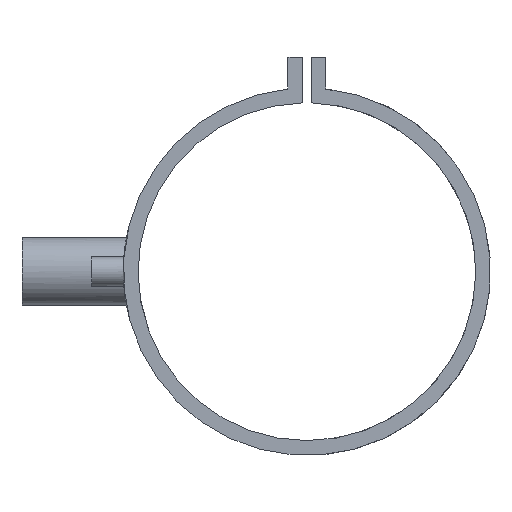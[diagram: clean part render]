
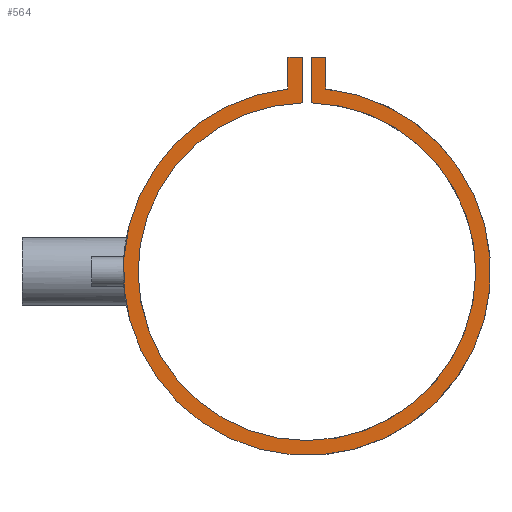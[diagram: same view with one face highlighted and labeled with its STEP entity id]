
A CAD part, left-side view. The second image highlights one B-rep face of the part: STEP entity #564.
In plain terms, the highlighted planar face has unit normal (-1, 0, 0).
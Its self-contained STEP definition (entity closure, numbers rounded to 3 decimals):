
#6 = DIRECTION ( 'NONE',  ( -1., 0., 0. ) ) ;
#14 = VECTOR ( 'NONE', #1251, 1000. ) ;
#19 = LINE ( 'NONE', #420, #1470 ) ;
#41 = VECTOR ( 'NONE', #437, 1000. ) ;
#92 = VERTEX_POINT ( 'NONE', #1407 ) ;
#115 = EDGE_CURVE ( 'NONE', #830, #1476, #19, .T. ) ;
#127 = AXIS2_PLACEMENT_3D ( 'NONE', #1485, #799, #1361 ) ;
#132 = ORIENTED_EDGE ( 'NONE', *, *, #1067, .F. ) ;
#179 = VERTEX_POINT ( 'NONE', #1705 ) ;
#273 = EDGE_CURVE ( 'NONE', #901, #1360, #569, .T. ) ;
#420 = CARTESIAN_POINT ( 'NONE',  ( -70., -2., 101.533 ) ) ;
#422 = CARTESIAN_POINT ( 'NONE',  ( -70., 9., 101.533 ) ) ;
#426 = CARTESIAN_POINT ( 'NONE',  ( -70., 0., 0. ) ) ;
#437 = DIRECTION ( 'NONE',  ( 0., 0., 1. ) ) ;
#542 = LINE ( 'NONE', #1254, #1349 ) ;
#564 = ADVANCED_FACE ( 'NONE', ( #1625 ), #921, .F. ) ;
#569 = LINE ( 'NONE', #422, #14 ) ;
#579 = EDGE_CURVE ( 'NONE', #1476, #179, #1125, .T. ) ;
#593 = AXIS2_PLACEMENT_3D ( 'NONE', #426, #6, #1372 ) ;
#595 = ORIENTED_EDGE ( 'NONE', *, *, #579, .F. ) ;
#779 = VERTEX_POINT ( 'NONE', #1496 ) ;
#796 = CARTESIAN_POINT ( 'NONE',  ( -70., -2., 79.975 ) ) ;
#799 = DIRECTION ( 'NONE',  ( 1., 0., 0. ) ) ;
#802 = CARTESIAN_POINT ( 'NONE',  ( -70., -9., 86.533 ) ) ;
#803 = CARTESIAN_POINT ( 'NONE',  ( -70., 9., 101.533 ) ) ;
#817 = VERTEX_POINT ( 'NONE', #802 ) ;
#821 = DIRECTION ( 'NONE',  ( 0., 0., -1. ) ) ;
#828 = CARTESIAN_POINT ( 'NONE',  ( -70., -2., 101.533 ) ) ;
#830 = VERTEX_POINT ( 'NONE', #796 ) ;
#901 = VERTEX_POINT ( 'NONE', #1536 ) ;
#919 = ORIENTED_EDGE ( 'NONE', *, *, #1050, .F. ) ;
#921 = PLANE ( 'NONE',  #127 ) ;
#951 = DIRECTION ( 'NONE',  ( 1., 0., 0. ) ) ;
#956 = CIRCLE ( 'NONE', #1438, 87. ) ;
#1014 = CIRCLE ( 'NONE', #593, 80. ) ;
#1050 = EDGE_CURVE ( 'NONE', #817, #92, #956, .T. ) ;
#1067 = EDGE_CURVE ( 'NONE', #92, #901, #1228, .T. ) ;
#1095 = DIRECTION ( 'NONE',  ( 0., -1., 0. ) ) ;
#1106 = EDGE_CURVE ( 'NONE', #1360, #779, #1123, .T. ) ;
#1123 = LINE ( 'NONE', #1537, #1379 ) ;
#1125 = LINE ( 'NONE', #1508, #1493 ) ;
#1228 = LINE ( 'NONE', #803, #41 ) ;
#1251 = DIRECTION ( 'NONE',  ( 0., -1., 0. ) ) ;
#1254 = CARTESIAN_POINT ( 'NONE',  ( -70., -9., 101.533 ) ) ;
#1267 = DIRECTION ( 'NONE',  ( 0., 0., -1. ) ) ;
#1337 = EDGE_LOOP ( 'NONE', ( #919, #1700, #595, #1518, #1756, #1695, #1401, #132 ) ) ;
#1349 = VECTOR ( 'NONE', #1364, 1000. ) ;
#1360 = VERTEX_POINT ( 'NONE', #1628 ) ;
#1361 = DIRECTION ( 'NONE',  ( 0., 0., -1. ) ) ;
#1364 = DIRECTION ( 'NONE',  ( 0., 0., -1. ) ) ;
#1372 = DIRECTION ( 'NONE',  ( 0., 0., -1. ) ) ;
#1379 = VECTOR ( 'NONE', #1267, 1000. ) ;
#1387 = CARTESIAN_POINT ( 'NONE',  ( -70., 0., 0. ) ) ;
#1401 = ORIENTED_EDGE ( 'NONE', *, *, #273, .F. ) ;
#1407 = CARTESIAN_POINT ( 'NONE',  ( -70., 9., 86.533 ) ) ;
#1427 = EDGE_CURVE ( 'NONE', #179, #817, #542, .T. ) ;
#1438 = AXIS2_PLACEMENT_3D ( 'NONE', #1387, #951, #821 ) ;
#1448 = EDGE_CURVE ( 'NONE', #779, #830, #1014, .T. ) ;
#1470 = VECTOR ( 'NONE', #1547, 1000. ) ;
#1476 = VERTEX_POINT ( 'NONE', #828 ) ;
#1485 = CARTESIAN_POINT ( 'NONE',  ( -70., 0., 0. ) ) ;
#1493 = VECTOR ( 'NONE', #1095, 1000. ) ;
#1496 = CARTESIAN_POINT ( 'NONE',  ( -70., 2., 79.975 ) ) ;
#1508 = CARTESIAN_POINT ( 'NONE',  ( -70., -2., 101.533 ) ) ;
#1518 = ORIENTED_EDGE ( 'NONE', *, *, #115, .F. ) ;
#1536 = CARTESIAN_POINT ( 'NONE',  ( -70., 9., 101.533 ) ) ;
#1537 = CARTESIAN_POINT ( 'NONE',  ( -70., 2., 101.533 ) ) ;
#1547 = DIRECTION ( 'NONE',  ( 0., 0., 1. ) ) ;
#1625 = FACE_OUTER_BOUND ( 'NONE', #1337, .T. ) ;
#1628 = CARTESIAN_POINT ( 'NONE',  ( -70., 2., 101.533 ) ) ;
#1695 = ORIENTED_EDGE ( 'NONE', *, *, #1106, .F. ) ;
#1700 = ORIENTED_EDGE ( 'NONE', *, *, #1427, .F. ) ;
#1705 = CARTESIAN_POINT ( 'NONE',  ( -70., -9., 101.533 ) ) ;
#1756 = ORIENTED_EDGE ( 'NONE', *, *, #1448, .F. ) ;
